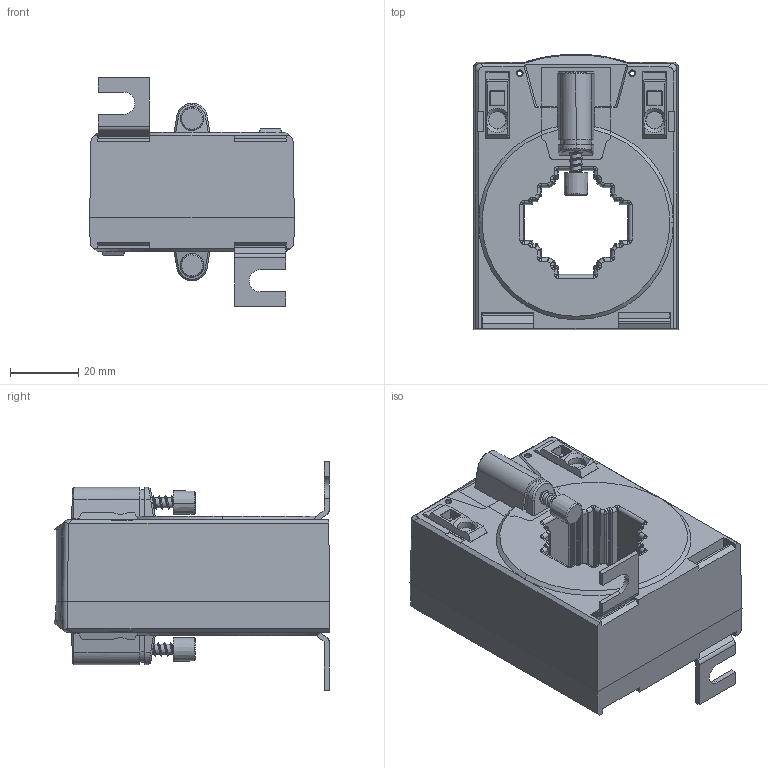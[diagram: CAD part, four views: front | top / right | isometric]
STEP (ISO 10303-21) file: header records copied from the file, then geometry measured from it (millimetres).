
FILE_DESCRIPTION (( 'STEP AP214' ), '1' );
FILE_NAME ('CTB_31_35_kpl_extern_D.STEP', '2012-01-13T15:55:52', ( 'User' ), ( 'EnDeCo GmbH' ), 'SwSTEP 2.0', 'SolidWorks 2010', '' );
FILE_SCHEMA (( 'AUTOMOTIVE_DESIGN' ));
Length unit declared in the file: millimetre
Products named in the file (1): CTB_31_35_kpl_extern_D
Bounding box: 60 x 80.89 x 67 mm (x, y, z)
Volume: 137830.6 mm3; surface area: 31723.1 mm2
Topology: 7 solids, 24 shells, 1298 faces, 3251 edges, 1980 vertices
Faces by surface type: plane 580, cylinder 288, bspline 259, cone 143, torus 20, sphere 8
Entity records: 61523 total; most frequent: CARTESIAN_POINT 19432, ORIENTED_EDGE 6406, DIRECTION 4939, EDGE_CURVE 3203, VERTEX_POINT 1980, VECTOR 1663, LINE 1663, AXIS2_PLACEMENT_3D 1638
